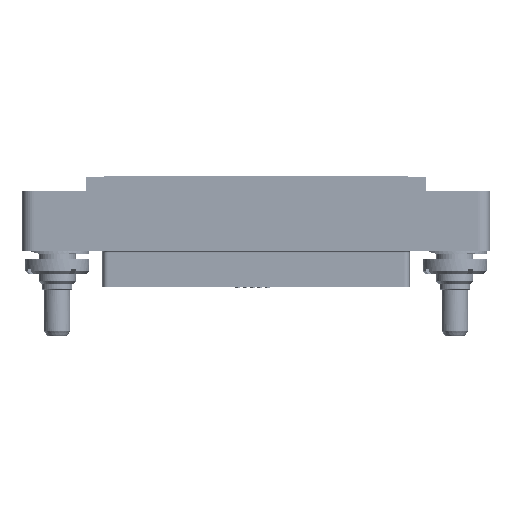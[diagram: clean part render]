
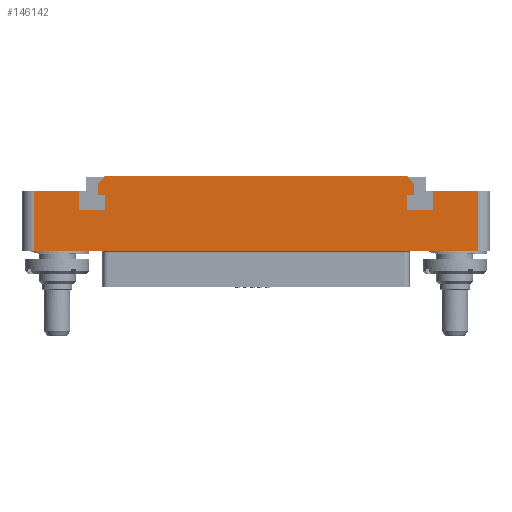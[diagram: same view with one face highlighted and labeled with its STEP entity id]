
A CAD part, top view. The second image highlights one B-rep face of the part: STEP entity #146142.
In plain terms, the highlighted planar face has unit normal (0, 0, 1).
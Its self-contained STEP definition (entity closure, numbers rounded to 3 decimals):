
#4362=DIRECTION('',(0.707,-0.707,0.));
#4363=VECTOR('',#4362,1.697);
#4364=CARTESIAN_POINT('',(25.8,12.75,7.));
#4365=LINE('',#4364,#4363);
#4424=DIRECTION('',(-1.,0.,0.));
#4425=VECTOR('',#4424,76.);
#4426=CARTESIAN_POINT('',(38.,0.,7.));
#4427=LINE('',#4426,#4425);
#4428=DIRECTION('',(1.,0.,0.));
#4429=VECTOR('',#4428,7.8);
#4430=CARTESIAN_POINT('',(-38.,10.25,7.));
#4431=LINE('',#4430,#4429);
#4432=DIRECTION('',(0.,-1.,0.));
#4433=VECTOR('',#4432,3.2);
#4434=CARTESIAN_POINT('',(-30.2,10.25,7.));
#4435=LINE('',#4434,#4433);
#4436=DIRECTION('',(1.,0.,0.));
#4437=VECTOR('',#4436,4.4);
#4438=CARTESIAN_POINT('',(-30.2,7.05,7.));
#4439=LINE('',#4438,#4437);
#4440=DIRECTION('',(0.,1.,0.));
#4441=VECTOR('',#4440,2.6);
#4442=CARTESIAN_POINT('',(-25.8,7.05,7.));
#4443=LINE('',#4442,#4441);
#4444=DIRECTION('',(-1.,0.,0.));
#4445=VECTOR('',#4444,1.2);
#4446=CARTESIAN_POINT('',(-25.8,9.65,7.));
#4447=LINE('',#4446,#4445);
#4448=DIRECTION('',(0.,-1.,0.));
#4449=VECTOR('',#4448,1.9);
#4450=CARTESIAN_POINT('',(-27.,11.55,7.));
#4451=LINE('',#4450,#4449);
#4452=DIRECTION('',(1.,0.,0.));
#4453=VECTOR('',#4452,51.6);
#4454=CARTESIAN_POINT('',(-25.8,12.75,7.));
#4455=LINE('',#4454,#4453);
#4456=DIRECTION('',(0.,-1.,0.));
#4457=VECTOR('',#4456,1.9);
#4458=CARTESIAN_POINT('',(27.,11.55,7.));
#4459=LINE('',#4458,#4457);
#4460=DIRECTION('',(-1.,0.,0.));
#4461=VECTOR('',#4460,1.2);
#4462=CARTESIAN_POINT('',(27.,9.65,7.));
#4463=LINE('',#4462,#4461);
#4464=DIRECTION('',(0.,-1.,0.));
#4465=VECTOR('',#4464,2.6);
#4466=CARTESIAN_POINT('',(25.8,9.65,7.));
#4467=LINE('',#4466,#4465);
#4468=DIRECTION('',(1.,0.,0.));
#4469=VECTOR('',#4468,4.4);
#4470=CARTESIAN_POINT('',(25.8,7.05,7.));
#4471=LINE('',#4470,#4469);
#4472=DIRECTION('',(0.,1.,0.));
#4473=VECTOR('',#4472,3.2);
#4474=CARTESIAN_POINT('',(30.2,7.05,7.));
#4475=LINE('',#4474,#4473);
#4476=DIRECTION('',(1.,0.,0.));
#4477=VECTOR('',#4476,7.8);
#4478=CARTESIAN_POINT('',(30.2,10.25,7.));
#4479=LINE('',#4478,#4477);
#4480=DIRECTION('',(0.,1.,0.));
#4481=VECTOR('',#4480,10.25);
#4482=CARTESIAN_POINT('',(38.,0.,7.));
#4483=LINE('',#4482,#4481);
#4498=DIRECTION('',(0.,-1.,0.));
#4499=VECTOR('',#4498,10.25);
#4500=CARTESIAN_POINT('',(-38.,10.25,7.));
#4501=LINE('',#4500,#4499);
#7144=DIRECTION('',(-0.707,-0.707,0.));
#7145=VECTOR('',#7144,1.697);
#7146=CARTESIAN_POINT('',(-25.8,12.75,7.));
#7147=LINE('',#7146,#7145);
#120747=CARTESIAN_POINT('',(-30.2,10.25,7.));
#120748=CARTESIAN_POINT('',(-30.2,7.05,7.));
#120749=VERTEX_POINT('',#120747);
#120750=VERTEX_POINT('',#120748);
#120751=CARTESIAN_POINT('',(-25.8,7.05,7.));
#120752=VERTEX_POINT('',#120751);
#120753=CARTESIAN_POINT('',(-25.8,9.65,7.));
#120754=VERTEX_POINT('',#120753);
#120755=CARTESIAN_POINT('',(-27.,9.65,7.));
#120756=VERTEX_POINT('',#120755);
#120757=CARTESIAN_POINT('',(27.,9.65,7.));
#120758=CARTESIAN_POINT('',(25.8,9.65,7.));
#120759=VERTEX_POINT('',#120757);
#120760=VERTEX_POINT('',#120758);
#120761=CARTESIAN_POINT('',(25.8,7.05,7.));
#120762=VERTEX_POINT('',#120761);
#120763=CARTESIAN_POINT('',(30.2,7.05,7.));
#120764=VERTEX_POINT('',#120763);
#120765=CARTESIAN_POINT('',(30.2,10.25,7.));
#120766=VERTEX_POINT('',#120765);
#120771=CARTESIAN_POINT('',(-27.,11.55,7.));
#120773=VERTEX_POINT('',#120771);
#120775=CARTESIAN_POINT('',(-25.8,12.75,7.));
#120776=VERTEX_POINT('',#120775);
#120777=CARTESIAN_POINT('',(27.,11.55,7.));
#120779=VERTEX_POINT('',#120777);
#120781=CARTESIAN_POINT('',(25.8,12.75,7.));
#120782=VERTEX_POINT('',#120781);
#120859=CARTESIAN_POINT('',(38.,0.,7.));
#120860=CARTESIAN_POINT('',(38.,10.25,7.));
#120861=VERTEX_POINT('',#120859);
#120862=VERTEX_POINT('',#120860);
#120867=CARTESIAN_POINT('',(-38.,10.25,7.));
#120868=CARTESIAN_POINT('',(-38.,0.,7.));
#120869=VERTEX_POINT('',#120867);
#120870=VERTEX_POINT('',#120868);
#146104=CARTESIAN_POINT('',(0.,0.,7.));
#146105=DIRECTION('',(0.,0.,-1.));
#146106=DIRECTION('',(-1.,0.,0.));
#146107=AXIS2_PLACEMENT_3D('',#146104,#146105,#146106);
#146108=PLANE('',#146107);
#146110=ORIENTED_EDGE('',*,*,#146109,.F.);
#146111=ORIENTED_EDGE('',*,*,#143808,.T.);
#146113=ORIENTED_EDGE('',*,*,#146112,.F.);
#146115=ORIENTED_EDGE('',*,*,#146114,.T.);
#146117=ORIENTED_EDGE('',*,*,#146116,.T.);
#146119=ORIENTED_EDGE('',*,*,#146118,.T.);
#146121=ORIENTED_EDGE('',*,*,#146120,.T.);
#146123=ORIENTED_EDGE('',*,*,#146122,.T.);
#146125=ORIENTED_EDGE('',*,*,#146124,.F.);
#146127=ORIENTED_EDGE('',*,*,#146126,.F.);
#146128=ORIENTED_EDGE('',*,*,#145985,.T.);
#146129=ORIENTED_EDGE('',*,*,#146035,.T.);
#146131=ORIENTED_EDGE('',*,*,#146130,.T.);
#146133=ORIENTED_EDGE('',*,*,#146132,.T.);
#146135=ORIENTED_EDGE('',*,*,#146134,.T.);
#146137=ORIENTED_EDGE('',*,*,#146136,.T.);
#146138=ORIENTED_EDGE('',*,*,#146095,.T.);
#146139=ORIENTED_EDGE('',*,*,#145807,.T.);
#146140=EDGE_LOOP('',(#146110,#146111,#146113,#146115,#146117,#146119,#146121,
#146123,#146125,#146127,#146128,#146129,#146131,#146133,#146135,#146137,#146138,
#146139));
#146141=FACE_OUTER_BOUND('',#146140,.F.);
#146142=ADVANCED_FACE('',(#146141),#146108,.F.);
#143808=EDGE_CURVE('',#120861,#120870,#4427,.T.);
#145807=EDGE_CURVE('',#120766,#120862,#4479,.T.);
#145985=EDGE_CURVE('',#120776,#120782,#4455,.T.);
#146035=EDGE_CURVE('',#120782,#120779,#4365,.T.);
#146095=EDGE_CURVE('',#120764,#120766,#4475,.T.);
#146109=EDGE_CURVE('',#120861,#120862,#4483,.T.);
#146112=EDGE_CURVE('',#120869,#120870,#4501,.T.);
#146114=EDGE_CURVE('',#120869,#120749,#4431,.T.);
#146116=EDGE_CURVE('',#120749,#120750,#4435,.T.);
#146118=EDGE_CURVE('',#120750,#120752,#4439,.T.);
#146120=EDGE_CURVE('',#120752,#120754,#4443,.T.);
#146122=EDGE_CURVE('',#120754,#120756,#4447,.T.);
#146124=EDGE_CURVE('',#120773,#120756,#4451,.T.);
#146126=EDGE_CURVE('',#120776,#120773,#7147,.T.);
#146130=EDGE_CURVE('',#120779,#120759,#4459,.T.);
#146132=EDGE_CURVE('',#120759,#120760,#4463,.T.);
#146134=EDGE_CURVE('',#120760,#120762,#4467,.T.);
#146136=EDGE_CURVE('',#120762,#120764,#4471,.T.);
